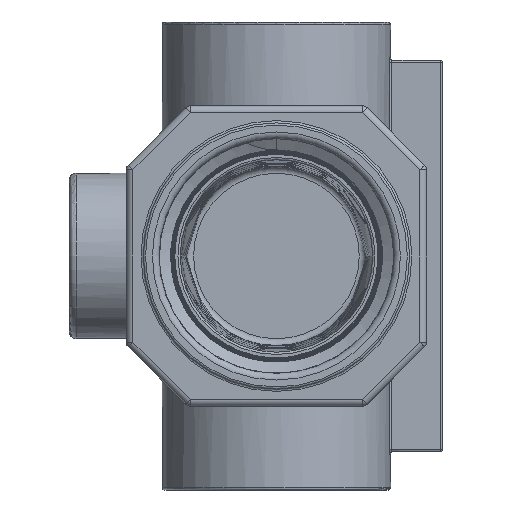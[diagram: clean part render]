
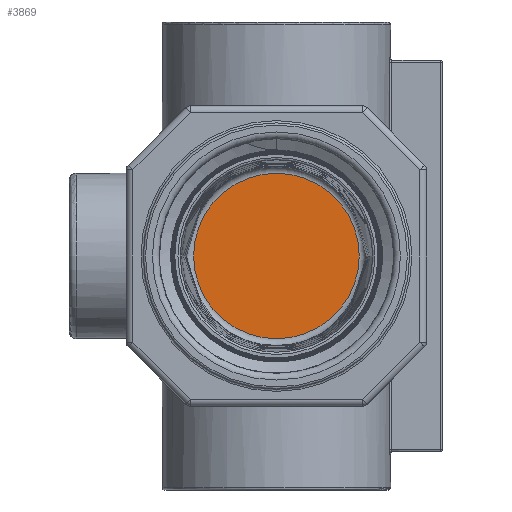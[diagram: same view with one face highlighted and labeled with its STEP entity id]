
A CAD part, left-side view. The second image highlights one B-rep face of the part: STEP entity #3869.
In plain terms, the highlighted planar face has unit normal (-1, 0, 0).
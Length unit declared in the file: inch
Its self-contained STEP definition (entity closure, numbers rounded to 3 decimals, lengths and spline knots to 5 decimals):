
#599=PLANE($,#4306);
#951=FACE_OUTER_BOUND($,#1333,.T.);
#1333=EDGE_LOOP($,(#3218));
#1627=CIRCLE($,#4305,0.36997);
#1976=VERTEX_POINT($,#13182);
#2411=EDGE_CURVE($,#1976,#1976,#1627,.T.);
#3218=ORIENTED_EDGE($,*,*,#2411,.F.);
#3869=ADVANCED_FACE($,(#951),#599,.T.);
#4305=AXIS2_PLACEMENT_3D($,#13183,#5153,#5154);
#4306=AXIS2_PLACEMENT_3D($,#13184,#5155,#5156);
#5153=DIRECTION('center_axis',(1.,0.,0.));
#5154=DIRECTION('ref_axis',(0.,-1.,0.));
#5155=DIRECTION('center_axis',(-1.,0.,0.));
#5156=DIRECTION('ref_axis',(0.,0.,1.));
#13182=CARTESIAN_POINT('',(5.9,0.36997,0.));
#13183=CARTESIAN_POINT('Origin',(5.9,0.,0.));
#13184=CARTESIAN_POINT('Origin',(5.9,0.3998,0.));
